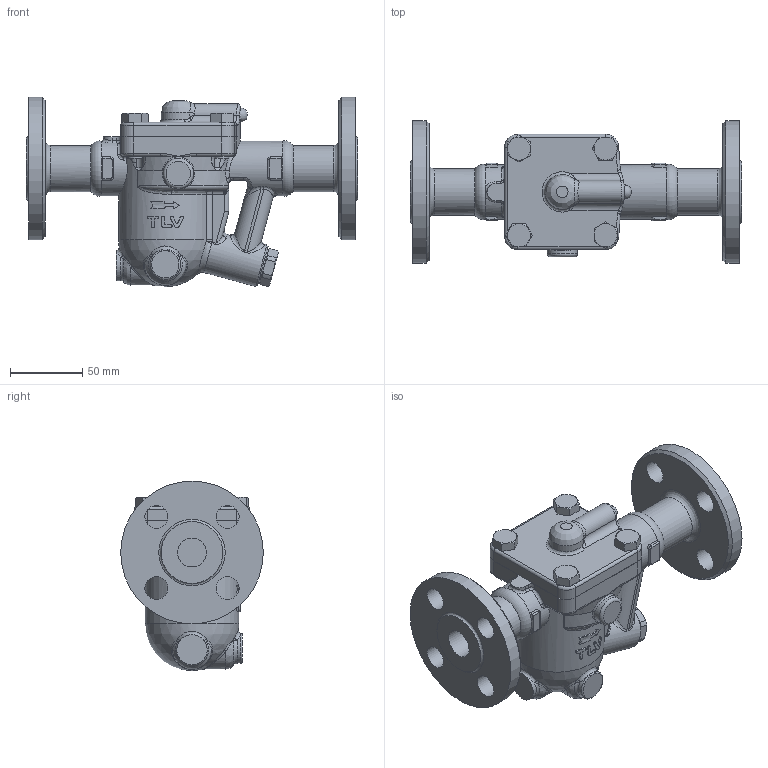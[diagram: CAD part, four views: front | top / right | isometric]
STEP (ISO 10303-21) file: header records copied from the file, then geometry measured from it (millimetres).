
FILE_DESCRIPTION((''),'2;1');
FILE_NAME('jh3sx-020-a0150-00.stp','2009-10-15T13:35:33',('nakaot'),(''),'Autodesk Inventor 2008','Autodesk Inventor 2008','');
FILE_SCHEMA(('AUTOMOTIVE_DESIGN { 1 0 10303 214 1 1 1 1 }'));
Length unit declared in the file: millimetre
Products named in the file (1): jh3sx-020-a0150-00
Bounding box: 230 x 99 x 131.58 mm (x, y, z)
Volume: 798681.8 mm3; surface area: 109111.6 mm2
Topology: 1 solids, 2 shells, 502 faces, 1241 edges, 751 vertices
Faces by surface type: bspline 163, plane 130, cylinder 123, cone 56, torus 25, sphere 5
Full cylindrical faces by diameter (mm): 10 x9, 20 x2, 21 x1, 23 x1, 30 x1, 32 x2, 38 x1, 56.5 x1, 99 x2
Entity records: 31337 total; most frequent: CARTESIAN_POINT 20881, ORIENTED_EDGE 2322, DIRECTION 1884, EDGE_CURVE 1161, AXIS2_PLACEMENT_3D 787, VERTEX_POINT 728, EDGE_LOOP 595, FACE_OUTER_BOUND 502
